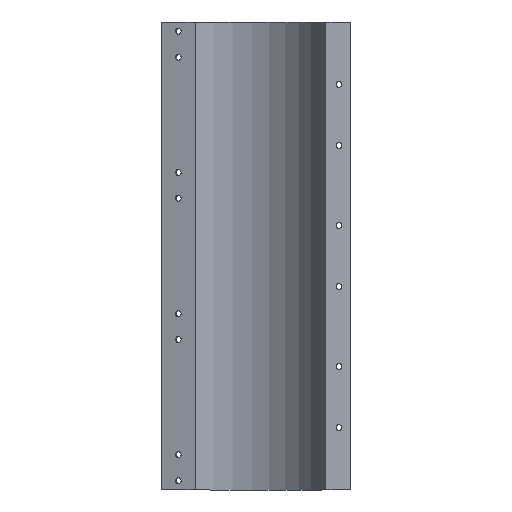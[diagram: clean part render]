
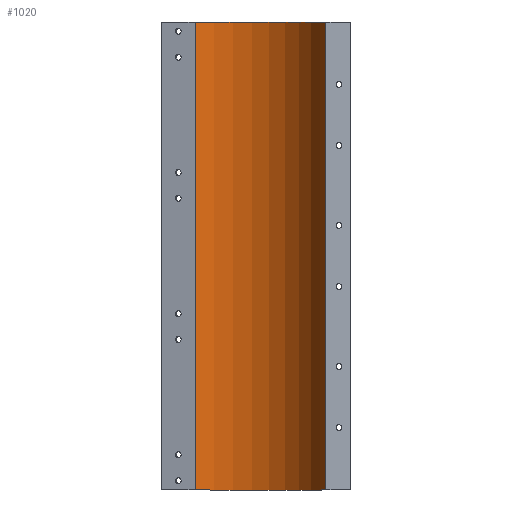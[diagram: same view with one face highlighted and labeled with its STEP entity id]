
A CAD part, left-side view. The second image highlights one B-rep face of the part: STEP entity #1020.
In plain terms, the highlighted cylindrical face has radius 100 mm (diameter 200 mm), a partial arc.
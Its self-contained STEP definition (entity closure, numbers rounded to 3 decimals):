
#930=CARTESIAN_POINT('',(98.975,14.28,0.));
#931=VERTEX_POINT('',#930);
#939=CARTESIAN_POINT('',(98.975,14.28,-398.));
#940=VERTEX_POINT('',#939);
#947=CARTESIAN_POINT('',(98.975,14.28,-398.));
#948=DIRECTION('',(0.,0.,1.));
#949=VECTOR('',#948,398.);
#950=LINE('',#947,#949);
#951=EDGE_CURVE('',#940,#931,#950,.T.);
#988=CARTESIAN_POINT('',(0.,0.,0.));
#989=DIRECTION('',(0.99,0.143,0.));
#990=DIRECTION('',(0.,0.,-1.));
#991=AXIS2_PLACEMENT_3D('',#988,#990,#989);
#992=CYLINDRICAL_SURFACE('',#991,100.);
#993=CARTESIAN_POINT('',(25.,-96.825,0.));
#994=VERTEX_POINT('',#993);
#995=CARTESIAN_POINT('',(0.,0.,0.));
#996=DIRECTION('',(0.25,-0.968,0.));
#997=DIRECTION('',(0.,-0.,1.));
#998=AXIS2_PLACEMENT_3D('',#995,#997,#996);
#999=CIRCLE('',#998,100.);
#1000=EDGE_CURVE('',#994,#931,#999,.T.);
#1001=ORIENTED_EDGE('E87',*,*,#1000,.F.);
#1002=CARTESIAN_POINT('',(25.,-96.825,-398.));
#1003=VERTEX_POINT('',#1002);
#1004=CARTESIAN_POINT('',(25.,-96.825,-398.));
#1005=DIRECTION('',(0.,0.,1.));
#1006=VECTOR('',#1005,398.);
#1007=LINE('',#1004,#1006);
#1008=EDGE_CURVE('',#1003,#994,#1007,.T.);
#1009=ORIENTED_EDGE('E88',*,*,#1008,.F.);
#1010=CARTESIAN_POINT('',(0.,0.,-398.));
#1011=DIRECTION('',(0.99,0.143,0.));
#1012=DIRECTION('',(0.,0.,-1.));
#1013=AXIS2_PLACEMENT_3D('',#1010,#1012,#1011);
#1014=CIRCLE('',#1013,100.);
#1015=EDGE_CURVE('',#940,#1003,#1014,.T.);
#1016=ORIENTED_EDGE('E89',*,*,#1015,.F.);
#1017=ORIENTED_EDGE('E89',*,*,#951,.T.);
#1018=EDGE_LOOP('',(#1001,#1009,#1016,#1017));
#1019=FACE_OUTER_BOUND('',#1018,.F.);
#1020=ADVANCED_FACE('F20',(#1019),#992,.F.);
